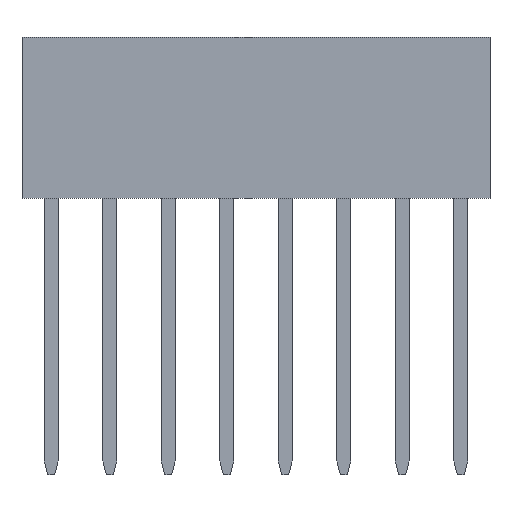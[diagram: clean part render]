
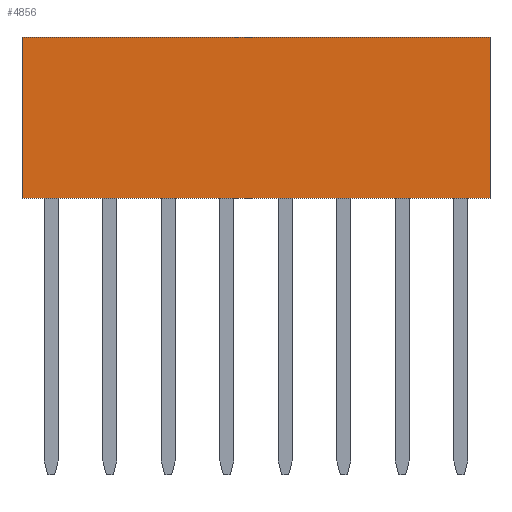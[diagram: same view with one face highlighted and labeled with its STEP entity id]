
A CAD part, left-side view. The second image highlights one B-rep face of the part: STEP entity #4856.
In plain terms, the highlighted planar face has unit normal (-1, 0, 0).
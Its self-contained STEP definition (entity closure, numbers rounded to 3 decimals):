
#47=FACE_OUTER_BOUND('',#321,.T.);
#321=EDGE_LOOP('',(#3142,#3143,#3144,#3145));
#588=LINE('',#6582,#1252);
#594=LINE('',#6595,#1258);
#597=LINE('',#6600,#1261);
#631=LINE('',#6667,#1295);
#1252=VECTOR('',#5393,1.);
#1258=VECTOR('',#5401,1.);
#1261=VECTOR('',#5408,1.);
#1295=VECTOR('',#5444,1.);
#1910=VERTEX_POINT('',#6570);
#1915=VERTEX_POINT('',#6580);
#1920=VERTEX_POINT('',#6592);
#1921=VERTEX_POINT('',#6594);
#2348=EDGE_CURVE('',#1910,#1915,#588,.T.);
#2354=EDGE_CURVE('',#1920,#1921,#594,.T.);
#2357=EDGE_CURVE('',#1921,#1915,#597,.T.);
#2391=EDGE_CURVE('',#1920,#1910,#631,.T.);
#3142=ORIENTED_EDGE('',*,*,#2354,.F.);
#3143=ORIENTED_EDGE('',*,*,#2391,.T.);
#3144=ORIENTED_EDGE('',*,*,#2348,.T.);
#3145=ORIENTED_EDGE('',*,*,#2357,.F.);
#4339=PLANE('',#5128);
#4856=ADVANCED_FACE('',(#47),#4339,.F.);
#5128=AXIS2_PLACEMENT_3D('',#6801,#5517,#5518);
#5393=DIRECTION('',(0.,0.,1.));
#5401=DIRECTION('',(0.,0.,1.));
#5408=DIRECTION('',(0.,-1.,0.));
#5444=DIRECTION('',(0.,-1.,0.));
#5517=DIRECTION('center_axis',(1.,0.,0.));
#5518=DIRECTION('ref_axis',(0.,-1.,0.));
#6570=CARTESIAN_POINT('',(-1.27,-19.05,0.));
#6580=CARTESIAN_POINT('',(-1.27,-19.05,7.));
#6582=CARTESIAN_POINT('',(-1.27,-19.05,0.));
#6592=CARTESIAN_POINT('',(-1.27,1.27,0.));
#6594=CARTESIAN_POINT('',(-1.27,1.27,7.));
#6595=CARTESIAN_POINT('',(-1.27,1.27,0.));
#6600=CARTESIAN_POINT('',(-1.27,1.27,7.));
#6667=CARTESIAN_POINT('',(-1.27,1.27,0.));
#6801=CARTESIAN_POINT('Origin',(-1.27,1.27,0.));
